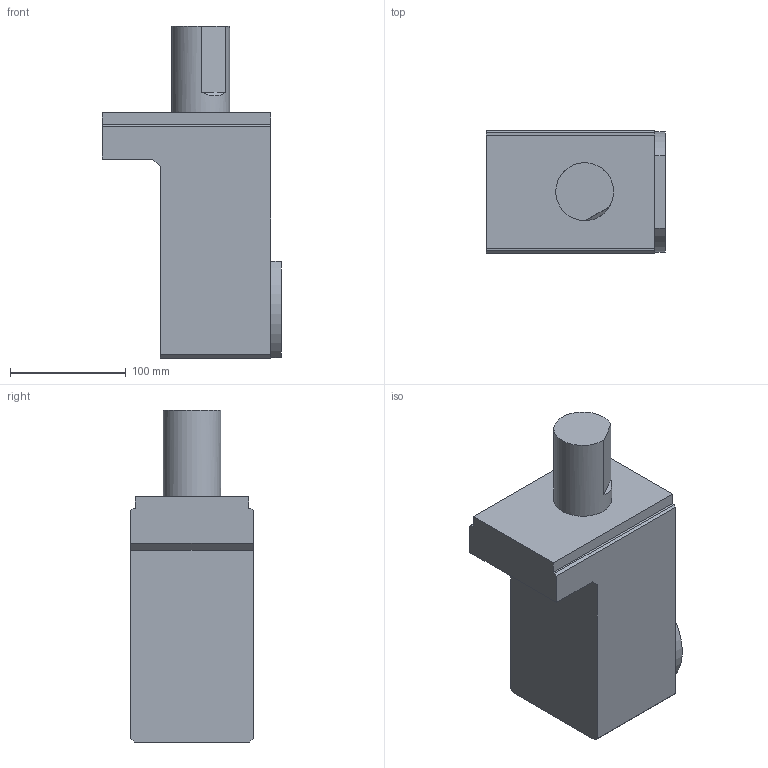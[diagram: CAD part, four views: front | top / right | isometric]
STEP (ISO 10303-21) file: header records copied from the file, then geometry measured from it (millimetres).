
FILE_DESCRIPTION(/* description */ (''),/* implementation_level */ '2;1');
FILE_NAME(/* name */ '1525411494828.stp',/* time_stamp */ '2018-05-04T10:55:14+05:00',/* author */ (''),/* organization */ ('SMS'),/* preprocessor_version */ 'ST-DEVELOPER v15',/* originating_system */ 'SIEMENS PLM Software NX 8.5',/* authorisation */ '');
FILE_SCHEMA (('AUTOMOTIVE_DESIGN { 1 0 10303 214 3 1 1 1 }'));
Length unit declared in the file: millimetre
Products named in the file (1): 201598328mod000_00
Bounding box: 155 x 106 x 287 mm (x, y, z)
Volume: 2510049.7 mm3; surface area: 138929.9 mm2
Topology: 1 solids, 1 shells, 39 faces, 94 edges, 66 vertices
Faces by surface type: plane 27, cylinder 6, cone 6
Full cylindrical faces by diameter (mm): 4 x1, 48.5 x1, 50 x1, 63.015 x1
Entity records: 1226 total; most frequent: CARTESIAN_POINT 252, DIRECTION 197, ORIENTED_EDGE 176, EDGE_CURVE 88, AXIS2_PLACEMENT_3D 67, LINE 63, VECTOR 63, VERTEX_POINT 61
